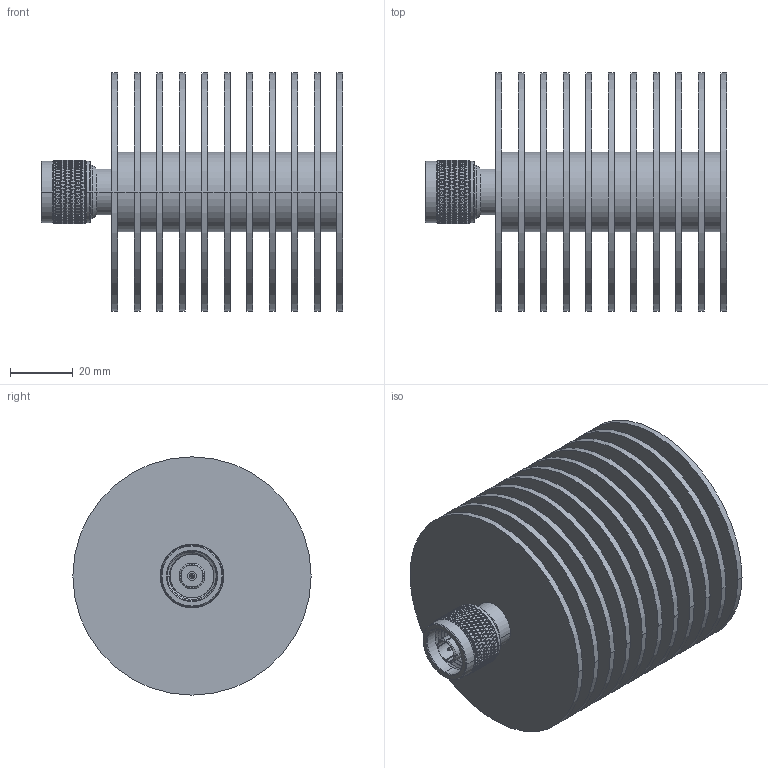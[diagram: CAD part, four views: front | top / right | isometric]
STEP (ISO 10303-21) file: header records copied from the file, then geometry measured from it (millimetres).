
FILE_DESCRIPTION (( 'STEP AP203' ), '1' );
FILE_NAME ('ST4N-100.step', '2019-03-12T23:33:36', ( '' ), ( '' ), 'SwSTEP 2.0', 'SolidWorks 2017', '' );
FILE_SCHEMA (( 'CONFIG_CONTROL_DESIGN' ));
Products named in the file (1): ST4N-100
Bounding box: 96.52 x 76.2 x 76.2 mm (x, y, z)
Volume: 126961.1 mm3; surface area: 102459.7 mm2
Topology: 1 solids, 1 shells, 2343 faces, 4993 edges, 2678 vertices
Faces by surface type: bspline 1765, cylinder 513, plane 44, cone 21
Entity records: 84437 total; most frequent: CARTESIAN_POINT 53482, ORIENTED_EDGE 9986, EDGE_CURVE 4993, VERTEX_POINT 2678, EDGE_LOOP 2369, FACE_OUTER_BOUND 2343, ADVANCED_FACE 2343, B_SPLINE_CURVE_WITH_KNOTS 2160
